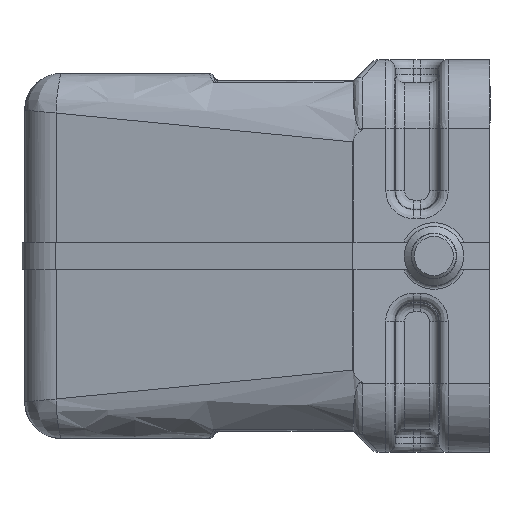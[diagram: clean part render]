
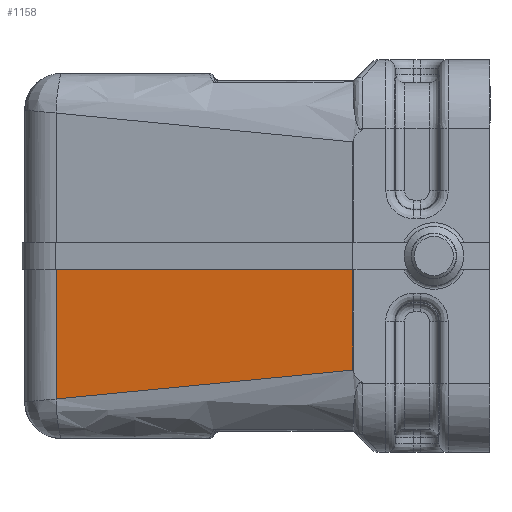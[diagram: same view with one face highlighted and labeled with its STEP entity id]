
A CAD part, left-side view. The second image highlights one B-rep face of the part: STEP entity #1158.
In plain terms, the highlighted planar face has unit normal (-0.99, 0.139, 0).
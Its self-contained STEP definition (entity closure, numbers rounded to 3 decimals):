
#1158=ADVANCED_FACE('',(#1960),#1747,.T.);
#1747=PLANE('',#10072);
#1960=FACE_OUTER_BOUND('',#2502,.T.);
#2502=EDGE_LOOP('',(#4651,#4652,#4653,#4654));
#3158=LINE('',#13162,#3819);
#3187=LINE('',#13478,#3848);
#3188=LINE('',#13485,#3849);
#3189=LINE('',#13487,#3850);
#3819=VECTOR('',#10852,1.);
#3848=VECTOR('',#10925,1.);
#3849=VECTOR('',#10928,1.);
#3850=VECTOR('',#10929,1.);
#4651=ORIENTED_EDGE('',*,*,#8400,.T.);
#4652=ORIENTED_EDGE('',*,*,#8322,.T.);
#4653=ORIENTED_EDGE('',*,*,#8402,.T.);
#4654=ORIENTED_EDGE('',*,*,#8403,.T.);
#7416=VERTEX_POINT('',#13161);
#7417=VERTEX_POINT('',#13163);
#7491=VERTEX_POINT('',#13479);
#7492=VERTEX_POINT('',#13486);
#8322=EDGE_CURVE('',#7417,#7416,#3158,.T.);
#8400=EDGE_CURVE('',#7491,#7417,#3187,.T.);
#8402=EDGE_CURVE('',#7416,#7492,#3188,.T.);
#8403=EDGE_CURVE('',#7492,#7491,#3189,.T.);
#10072=AXIS2_PLACEMENT_3D('',#13488,#10930,#10931);
#10852=DIRECTION('',(0.139,0.99,0.));
#10925=DIRECTION('',(0.,0.,1.));
#10928=DIRECTION('',(0.,0.,-1.));
#10929=DIRECTION('',(-0.139,-0.986,0.096));
#10930=DIRECTION('',(-0.99,0.139,0.));
#10931=DIRECTION('',(-0.139,-0.99,0.));
#13161=CARTESIAN_POINT('',(-14.204,-23.341,-1.5));
#13162=CARTESIAN_POINT('',(-14.064,-22.351,-1.5));
#13163=CARTESIAN_POINT('',(-18.769,-55.829,-1.5));
#13478=CARTESIAN_POINT('',(-18.769,-55.829,-12.507));
#13479=CARTESIAN_POINT('',(-18.769,-55.829,-12.507));
#13485=CARTESIAN_POINT('',(-14.204,-23.341,15.665));
#13486=CARTESIAN_POINT('',(-14.204,-23.341,-15.665));
#13487=CARTESIAN_POINT('',(-14.204,-23.341,-15.665));
#13488=CARTESIAN_POINT('',(-14.064,-22.351,-16.665));
